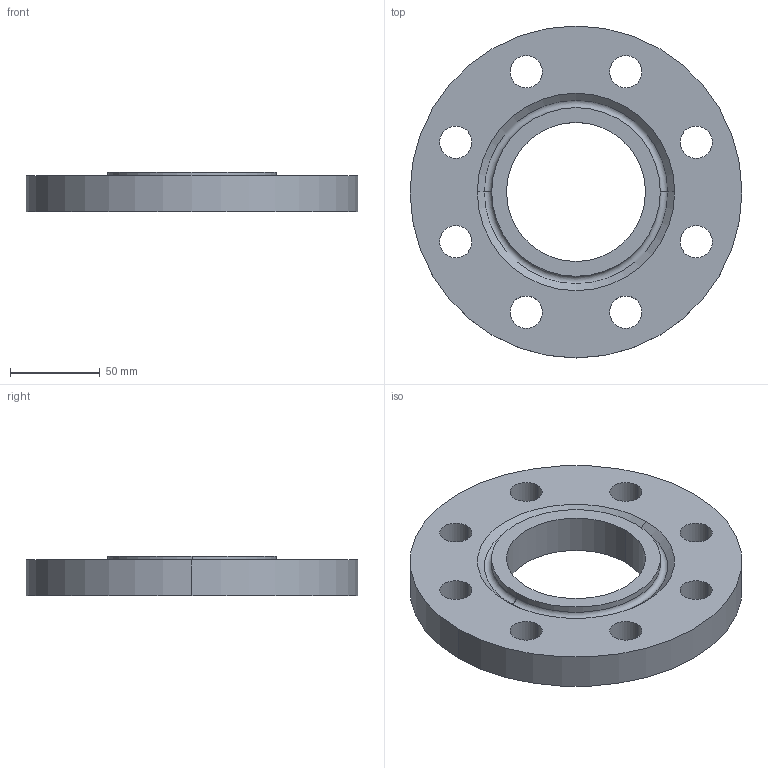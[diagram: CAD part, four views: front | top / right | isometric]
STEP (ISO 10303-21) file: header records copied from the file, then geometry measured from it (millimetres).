
FILE_DESCRIPTION (( 'STEP AP214' ), '1' );
FILE_NAME ('PN40 DN65 Type 01 - Type H Face.STEP', '2019-01-01T16:46:21', ( '' ), ( '' ), 'SwSTEP 2.0', 'SolidWorks 2019', '' );
FILE_SCHEMA (( 'AUTOMOTIVE_DESIGN' ));
Length unit declared in the file: millimetre
Products named in the file (1): PN40 DN65 Type 01 - Type H Face
Bounding box: 185 x 185 x 22 mm (x, y, z)
Volume: 400231.8 mm3; surface area: 68212.9 mm2
Topology: 1 solids, 1 shells, 29 faces, 74 edges, 48 vertices
Faces by surface type: cylinder 22, plane 3, torus 2, cone 2
Entity records: 976 total; most frequent: DIRECTION 184, CARTESIAN_POINT 152, ORIENTED_EDGE 148, AXIS2_PLACEMENT_3D 80, EDGE_CURVE 74, CIRCLE 50, VERTEX_POINT 48, EDGE_LOOP 48
